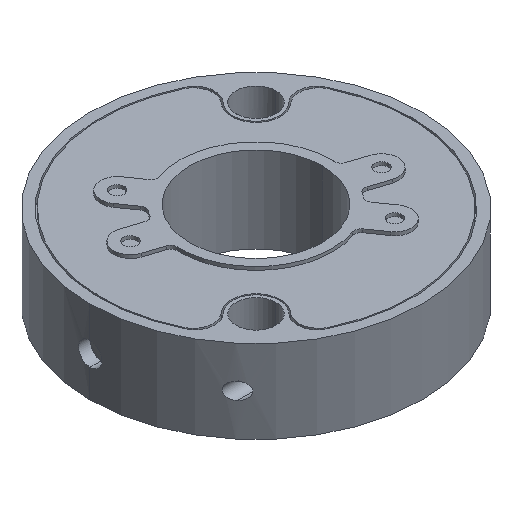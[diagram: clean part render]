
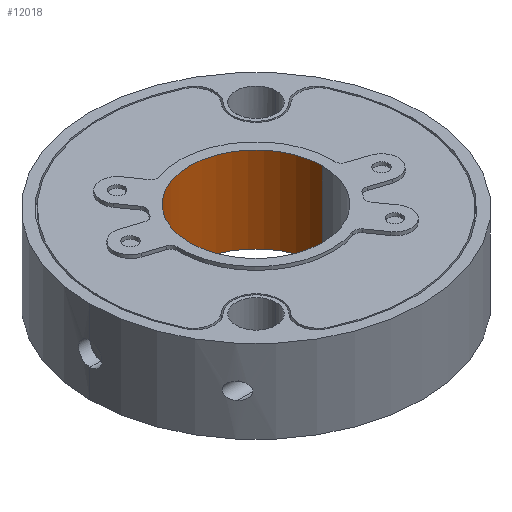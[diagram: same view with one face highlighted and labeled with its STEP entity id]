
A CAD part, isometric view. The second image highlights one B-rep face of the part: STEP entity #12018.
In plain terms, the highlighted cylindrical face has radius 10 mm (diameter 20 mm), a partial arc.
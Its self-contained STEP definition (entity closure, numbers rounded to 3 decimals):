
#22 = CARTESIAN_POINT ( 'NONE',  ( 0., 0., 13. ) ) ;
#174 = DIRECTION ( 'NONE',  ( -1., 0., 0. ) ) ;
#975 = FACE_OUTER_BOUND ( 'NONE', #41906, .T. ) ;
#6124 = VERTEX_POINT ( 'NONE', #14136 ) ;
#6627 = AXIS2_PLACEMENT_3D ( 'NONE', #26709, #37140, #16672 ) ;
#8097 = EDGE_CURVE ( 'NONE', #33347, #39534, #17184, .T. ) ;
#8508 = CARTESIAN_POINT ( 'NONE',  ( 10., 0., 13. ) ) ;
#9353 = LINE ( 'NONE', #22333, #11529 ) ;
#9920 = VECTOR ( 'NONE', #27391, 1000. ) ;
#11529 = VECTOR ( 'NONE', #11606, 1000. ) ;
#11606 = DIRECTION ( 'NONE',  ( 0., 0., -1. ) ) ;
#12018 = ADVANCED_FACE ( 'NONE', ( #975 ), #28615, .F. ) ;
#12651 = LINE ( 'NONE', #20948, #9920 ) ;
#13707 = EDGE_CURVE ( 'NONE', #33347, #18790, #12651, .T. ) ;
#14136 = CARTESIAN_POINT ( 'NONE',  ( 10., 0., 0.1 ) ) ;
#15113 = EDGE_CURVE ( 'NONE', #39534, #6124, #9353, .T. ) ;
#16672 = DIRECTION ( 'NONE',  ( -1., 0., 0. ) ) ;
#17184 = CIRCLE ( 'NONE', #21829, 10. ) ;
#17382 = ORIENTED_EDGE ( 'NONE', *, *, #25043, .F. ) ;
#18790 = VERTEX_POINT ( 'NONE', #24641 ) ;
#20676 = CARTESIAN_POINT ( 'NONE',  ( -10., 0., 13. ) ) ;
#20698 = DIRECTION ( 'NONE',  ( 0., 0., -1. ) ) ;
#20948 = CARTESIAN_POINT ( 'NONE',  ( -10., 0., 13. ) ) ;
#21829 = AXIS2_PLACEMENT_3D ( 'NONE', #22, #20698, #174 ) ;
#22333 = CARTESIAN_POINT ( 'NONE',  ( 10., 0., 13. ) ) ;
#24641 = CARTESIAN_POINT ( 'NONE',  ( -10., 0., 0.1 ) ) ;
#25043 = EDGE_CURVE ( 'NONE', #6124, #18790, #40714, .T. ) ;
#25847 = CARTESIAN_POINT ( 'NONE',  ( 0., 0., 0.1 ) ) ;
#26709 = CARTESIAN_POINT ( 'NONE',  ( 0., 0., 13. ) ) ;
#27391 = DIRECTION ( 'NONE',  ( 0., 0., -1. ) ) ;
#28615 = CYLINDRICAL_SURFACE ( 'NONE', #6627, 10. ) ;
#33347 = VERTEX_POINT ( 'NONE', #20676 ) ;
#37027 = ORIENTED_EDGE ( 'NONE', *, *, #8097, .F. ) ;
#37140 = DIRECTION ( 'NONE',  ( 0., 0., -1. ) ) ;
#38004 = ORIENTED_EDGE ( 'NONE', *, *, #15113, .F. ) ;
#39534 = VERTEX_POINT ( 'NONE', #8508 ) ;
#39713 = DIRECTION ( 'NONE',  ( -1., 0., 0. ) ) ;
#40022 = DIRECTION ( 'NONE',  ( 0., 0., 1. ) ) ;
#40134 = AXIS2_PLACEMENT_3D ( 'NONE', #25847, #40022, #39713 ) ;
#40714 = CIRCLE ( 'NONE', #40134, 10. ) ;
#41906 = EDGE_LOOP ( 'NONE', ( #38004, #37027, #43925, #17382 ) ) ;
#43925 = ORIENTED_EDGE ( 'NONE', *, *, #13707, .T. ) ;
